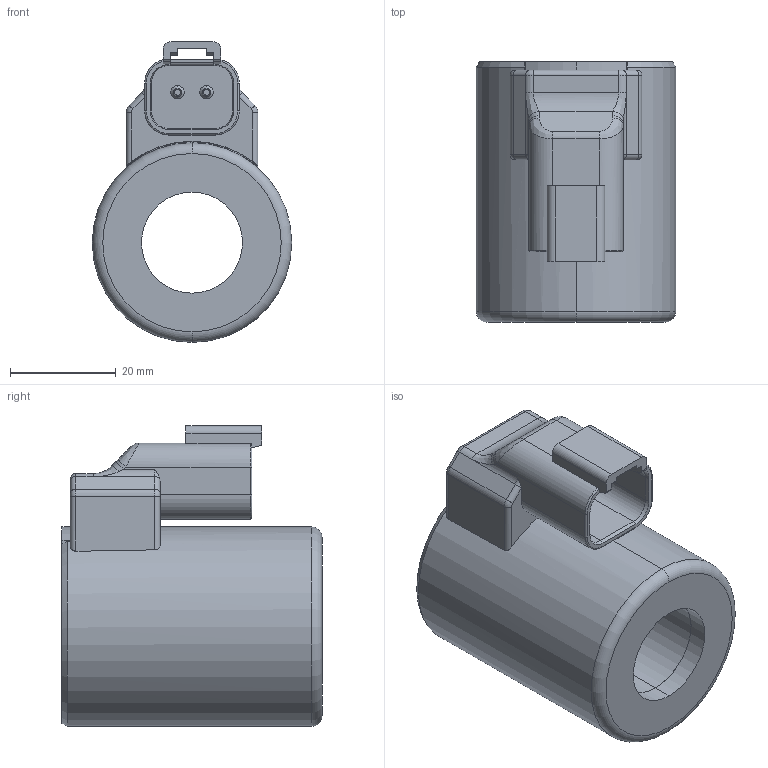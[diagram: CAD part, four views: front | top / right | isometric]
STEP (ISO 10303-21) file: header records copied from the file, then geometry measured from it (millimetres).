
FILE_DESCRIPTION (( 'STEP AP203' ), '1' );
FILE_NAME ('EC19A220F.STEP', '2021-05-07T01:21:25', ( '' ), ( '' ), 'SwSTEP 2.0', 'SolidWorks 2018', '' );
FILE_SCHEMA (( 'CONFIG_CONTROL_DESIGN' ));
Length unit declared in the file: millimetre
Products named in the file (4): EC19A220F; S4線圈二次射出(DEUTSCH插座型)_目錄用; 6GX37A49001_目錄用; 6GX34A03001_組合用
Assembly tree (3 placements, depth 2):
  EC19A220F
    S4線圈二次射出(DEUTSCH插座型)_目錄用
    6GX34A03001_組合用
    6GX37A49001_目錄用
Bounding box: 37.8 x 49.3 x 57 mm (x, y, z)
Volume: 46893.8 mm3; surface area: 25833.6 mm2
Topology: 3 solids, 3 shells, 180 faces, 471 edges, 297 vertices
Faces by surface type: plane 73, cylinder 65, cone 18, torus 18, bspline 6
Entity records: 6304 total; most frequent: CARTESIAN_POINT 1438, DIRECTION 956, ORIENTED_EDGE 942, EDGE_CURVE 471, AXIS2_PLACEMENT_3D 353, VERTEX_POINT 297, VECTOR 250, LINE 250
